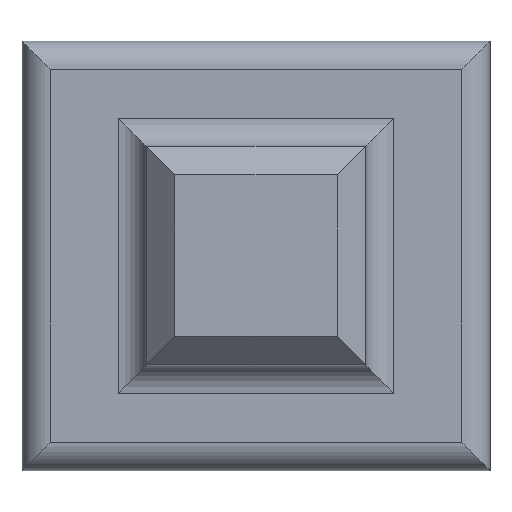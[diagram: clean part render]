
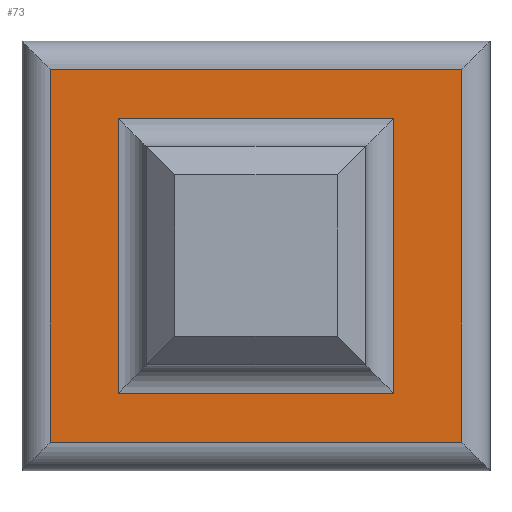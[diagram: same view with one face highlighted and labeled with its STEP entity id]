
A CAD part, top view. The second image highlights one B-rep face of the part: STEP entity #73.
In plain terms, the highlighted planar face has unit normal (0, 0, 1).
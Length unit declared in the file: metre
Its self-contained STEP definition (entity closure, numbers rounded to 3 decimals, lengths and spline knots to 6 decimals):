
#73 = ADVANCED_FACE( '', ( #149, #150 ), #151, .T. );
#149 = FACE_BOUND( '', #226, .T. );
#150 = FACE_OUTER_BOUND( '', #227, .T. );
#151 = PLANE( '', #228 );
#226 = EDGE_LOOP( '', ( #362, #363, #364, #365 ) );
#227 = EDGE_LOOP( '', ( #366, #367, #368, #369 ) );
#228 = AXIS2_PLACEMENT_3D( '', #370, #371, #372 );
#362 = ORIENTED_EDGE( '', *, *, #454, .T. );
#363 = ORIENTED_EDGE( '', *, *, #497, .T. );
#364 = ORIENTED_EDGE( '', *, *, #498, .T. );
#365 = ORIENTED_EDGE( '', *, *, #499, .T. );
#366 = ORIENTED_EDGE( '', *, *, #476, .T. );
#367 = ORIENTED_EDGE( '', *, *, #495, .T. );
#368 = ORIENTED_EDGE( '', *, *, #482, .T. );
#369 = ORIENTED_EDGE( '', *, *, #500, .T. );
#370 = CARTESIAN_POINT( '', ( 0., 0., 0.025 ) );
#371 = DIRECTION( '', ( 0., 0., 1. ) );
#372 = DIRECTION( '', ( 1., 0., 0. ) );
#454 = EDGE_CURVE( '', #526, #531, #533, .T. );
#476 = EDGE_CURVE( '', #563, #565, #567, .T. );
#482 = EDGE_CURVE( '', #576, #574, #577, .F. );
#495 = EDGE_CURVE( '', #565, #576, #591, .T. );
#497 = EDGE_CURVE( '', #531, #593, #594, .F. );
#498 = EDGE_CURVE( '', #593, #595, #596, .F. );
#499 = EDGE_CURVE( '', #595, #526, #597, .T. );
#500 = EDGE_CURVE( '', #574, #563, #598, .F. );
#526 = VERTEX_POINT( '', #629 );
#531 = VERTEX_POINT( '', #635 );
#533 = LINE( '', #637, #638 );
#563 = VERTEX_POINT( '', #682 );
#565 = VERTEX_POINT( '', #684 );
#567 = LINE( '', #686, #687 );
#574 = VERTEX_POINT( '', #696 );
#576 = VERTEX_POINT( '', #698 );
#577 = LINE( '', #699, #700 );
#591 = LINE( '', #721, #722 );
#593 = VERTEX_POINT( '', #724 );
#594 = LINE( '', #725, #726 );
#595 = VERTEX_POINT( '', #727 );
#596 = LINE( '', #728, #729 );
#597 = LINE( '', #730, #731 );
#598 = LINE( '', #732, #733 );
#629 = CARTESIAN_POINT( '', ( -0.024286, -0.024243, 0.025 ) );
#635 = CARTESIAN_POINT( '', ( -0.024286, 0.024243, 0.025 ) );
#637 = CARTESIAN_POINT( '', ( -0.024286, 0.019243, 0.025 ) );
#638 = VECTOR( '', #765, 1. );
#682 = CARTESIAN_POINT( '', ( 0.036245, -0.032857, 0.025 ) );
#684 = CARTESIAN_POINT( '', ( 0.036245, 0.032857, 0.025 ) );
#686 = CARTESIAN_POINT( '', ( 0.036245, 0.037857, 0.025 ) );
#687 = VECTOR( '', #786, 1. );
#696 = CARTESIAN_POINT( '', ( -0.036245, -0.032857, 0.025 ) );
#698 = CARTESIAN_POINT( '', ( -0.036245, 0.032857, 0.025 ) );
#699 = CARTESIAN_POINT( '', ( -0.036245, 0., 0.025 ) );
#700 = VECTOR( '', #792, 1. );
#721 = CARTESIAN_POINT( '', ( -0.041245, 0.032857, 0.025 ) );
#722 = VECTOR( '', #803, 1. );
#724 = CARTESIAN_POINT( '', ( 0.024286, 0.024243, 0.025 ) );
#725 = CARTESIAN_POINT( '', ( 0., 0.024243, 0.025 ) );
#726 = VECTOR( '', #804, 1. );
#727 = CARTESIAN_POINT( '', ( 0.024286, -0.024243, 0.025 ) );
#728 = CARTESIAN_POINT( '', ( 0.024286, 0., 0.025 ) );
#729 = VECTOR( '', #805, 1. );
#730 = CARTESIAN_POINT( '', ( -0.019286, -0.024243, 0.025 ) );
#731 = VECTOR( '', #806, 1. );
#732 = CARTESIAN_POINT( '', ( 0., -0.032857, 0.025 ) );
#733 = VECTOR( '', #807, 1. );
#765 = DIRECTION( '', ( 0., 1., 0. ) );
#786 = DIRECTION( '', ( 0., 1., 0. ) );
#792 = DIRECTION( '', ( 0., 1., 0. ) );
#803 = DIRECTION( '', ( -1., 0., 0. ) );
#804 = DIRECTION( '', ( -1., 0., 0. ) );
#805 = DIRECTION( '', ( 0., 1., 0. ) );
#806 = DIRECTION( '', ( -1., 0., 0. ) );
#807 = DIRECTION( '', ( -1., 0., 0. ) );
